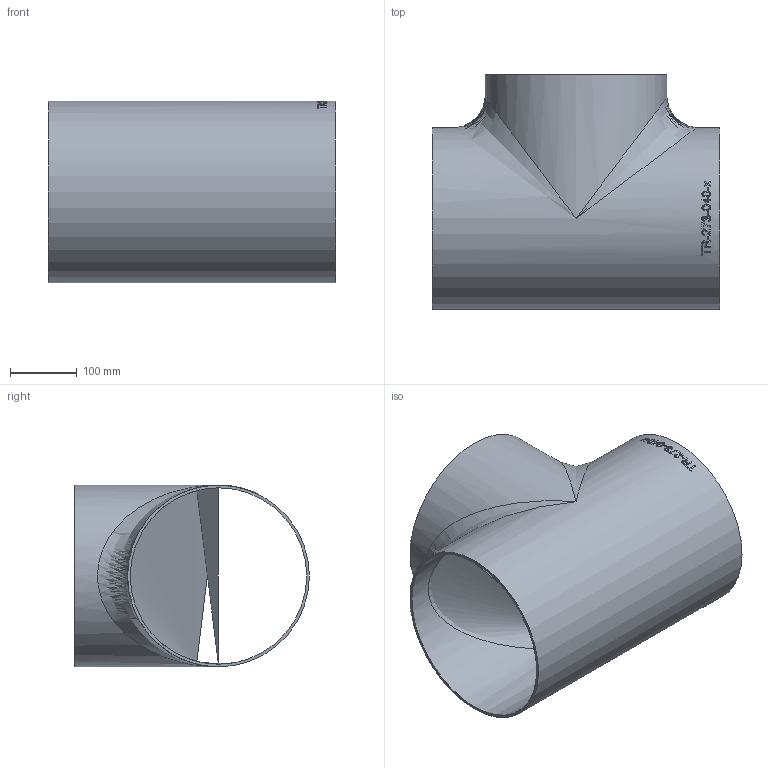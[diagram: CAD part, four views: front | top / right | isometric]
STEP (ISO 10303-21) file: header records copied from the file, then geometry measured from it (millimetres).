
FILE_DESCRIPTION (( 'STEP AP214' ), '1' );
FILE_NAME ('TR-273-040-x T-Stück 273,0x4,0 BL432 1910.STEP', '2019-10-16T10:05:34', ( '' ), ( '' ), 'SwSTEP 2.0', 'SolidWorks 2016', '' );
FILE_SCHEMA (( 'AUTOMOTIVE_DESIGN' ));
Length unit declared in the file: millimetre
Products named in the file (1): TR-273-040-x T-Stück 273,0x4,0 BL432 1910
Bounding box: 432 x 352.5 x 273 mm (x, y, z)
Volume: 1591112.6 mm3; surface area: 805063.3 mm2
Topology: 1 solids, 1 shells, 155 faces, 415 edges, 268 vertices
Faces by surface type: bspline 77, plane 56, cylinder 22
Full cylindrical faces by diameter (mm): 265 x2, 273 x2
Entity records: 23764 total; most frequent: CARTESIAN_POINT 19123, ORIENTED_EDGE 784, EDGE_CURVE 392, DIRECTION 375, VERTEX_POINT 262, B_SPLINE_CURVE_WITH_KNOTS 231, EDGE_LOOP 178, FACE_OUTER_BOUND 157
